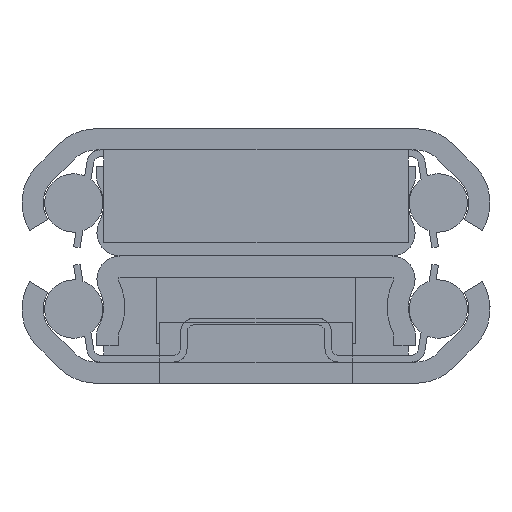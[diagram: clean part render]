
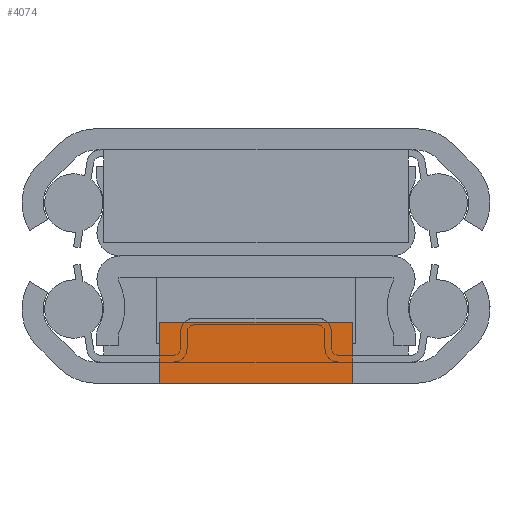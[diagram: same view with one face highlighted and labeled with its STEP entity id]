
A CAD part, left-side view. The second image highlights one B-rep face of the part: STEP entity #4074.
In plain terms, the highlighted face is planar.
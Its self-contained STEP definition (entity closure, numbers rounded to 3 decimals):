
#42 = VECTOR ( 'NONE', #727, 1000. ) ;
#200 = DIRECTION ( 'NONE',  ( 0., -1., 0. ) ) ;
#297 = VECTOR ( 'NONE', #200, 1000. ) ;
#655 = EDGE_CURVE ( 'NONE', #2557, #3922, #4499, .T. ) ;
#727 = DIRECTION ( 'NONE',  ( 0., -1., 0. ) ) ;
#764 = VERTEX_POINT ( 'NONE', #2887 ) ;
#799 = CARTESIAN_POINT ( 'NONE',  ( -9.6, 7.25, 251. ) ) ;
#1348 = CARTESIAN_POINT ( 'NONE',  ( -5., 7.25, 251. ) ) ;
#1361 = ORIENTED_EDGE ( 'NONE', *, *, #5155, .F. ) ;
#1426 = LINE ( 'NONE', #799, #297 ) ;
#1490 = VECTOR ( 'NONE', #3963, 1000. ) ;
#1517 = VECTOR ( 'NONE', #4358, 1000. ) ;
#1711 = ORIENTED_EDGE ( 'NONE', *, *, #655, .F. ) ;
#1889 = DIRECTION ( 'NONE',  ( -1., 0., 0. ) ) ;
#1941 = VECTOR ( 'NONE', #1889, 1000. ) ;
#1970 = LINE ( 'NONE', #1348, #42 ) ;
#2458 = EDGE_LOOP ( 'NONE', ( #3197, #1711, #3426, #1361, #5697, #4135 ) ) ;
#2494 = CARTESIAN_POINT ( 'NONE',  ( -8., -7.25, 251. ) ) ;
#2503 = CARTESIAN_POINT ( 'NONE',  ( -5., 7.25, 251. ) ) ;
#2504 = CARTESIAN_POINT ( 'NONE',  ( -5., 7.25, 251. ) ) ;
#2509 = AXIS2_PLACEMENT_3D ( 'NONE', #4911, #4308, #3689 ) ;
#2557 = VERTEX_POINT ( 'NONE', #2494 ) ;
#2762 = EDGE_CURVE ( 'NONE', #3749, #2557, #3311, .T. ) ;
#2887 = CARTESIAN_POINT ( 'NONE',  ( -9.6, 7.25, 251. ) ) ;
#3197 = ORIENTED_EDGE ( 'NONE', *, *, #4355, .T. ) ;
#3311 = LINE ( 'NONE', #4958, #1517 ) ;
#3312 = DIRECTION ( 'NONE',  ( -1., 0., 0. ) ) ;
#3411 = FACE_OUTER_BOUND ( 'NONE', #2458, .T. ) ;
#3426 = ORIENTED_EDGE ( 'NONE', *, *, #2762, .F. ) ;
#3678 = LINE ( 'NONE', #2504, #1941 ) ;
#3689 = DIRECTION ( 'NONE',  ( -1., 0., 0. ) ) ;
#3749 = VERTEX_POINT ( 'NONE', #5687 ) ;
#3887 = CARTESIAN_POINT ( 'NONE',  ( -8., -7.25, 251. ) ) ;
#3922 = VERTEX_POINT ( 'NONE', #5618 ) ;
#3963 = DIRECTION ( 'NONE',  ( -1., 0., 0. ) ) ;
#4074 = ADVANCED_FACE ( 'NONE', ( #3411 ), #5507, .F. ) ;
#4135 = ORIENTED_EDGE ( 'NONE', *, *, #5765, .T. ) ;
#4308 = DIRECTION ( 'NONE',  ( 0., 0., -1. ) ) ;
#4355 = EDGE_CURVE ( 'NONE', #764, #3922, #1426, .T. ) ;
#4358 = DIRECTION ( 'NONE',  ( -1., 0., 0. ) ) ;
#4499 = LINE ( 'NONE', #3887, #5877 ) ;
#4570 = CARTESIAN_POINT ( 'NONE',  ( -8., 7.25, 251. ) ) ;
#4837 = VERTEX_POINT ( 'NONE', #2503 ) ;
#4911 = CARTESIAN_POINT ( 'NONE',  ( -8., 7.25, 251. ) ) ;
#4958 = CARTESIAN_POINT ( 'NONE',  ( -5., -7.25, 251. ) ) ;
#5155 = EDGE_CURVE ( 'NONE', #4837, #3749, #1970, .T. ) ;
#5178 = LINE ( 'NONE', #4570, #1490 ) ;
#5399 = EDGE_CURVE ( 'NONE', #4837, #5757, #3678, .T. ) ;
#5507 = PLANE ( 'NONE',  #2509 ) ;
#5618 = CARTESIAN_POINT ( 'NONE',  ( -9.6, -7.25, 251. ) ) ;
#5687 = CARTESIAN_POINT ( 'NONE',  ( -5., -7.25, 251. ) ) ;
#5697 = ORIENTED_EDGE ( 'NONE', *, *, #5399, .T. ) ;
#5757 = VERTEX_POINT ( 'NONE', #5766 ) ;
#5765 = EDGE_CURVE ( 'NONE', #5757, #764, #5178, .T. ) ;
#5766 = CARTESIAN_POINT ( 'NONE',  ( -8., 7.25, 251. ) ) ;
#5877 = VECTOR ( 'NONE', #3312, 1000. ) ;
